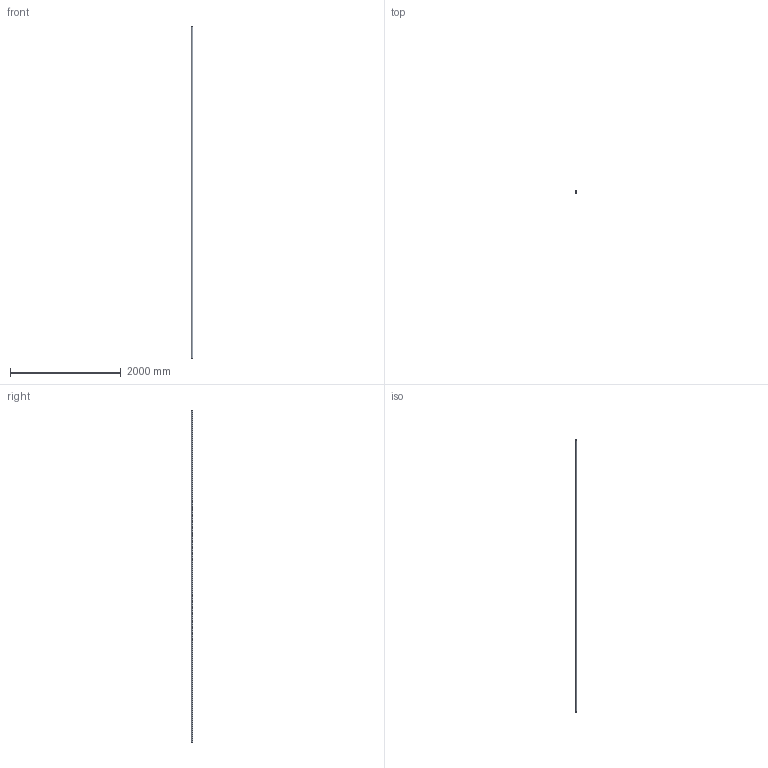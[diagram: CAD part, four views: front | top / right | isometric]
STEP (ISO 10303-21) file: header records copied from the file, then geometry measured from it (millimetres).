
FILE_DESCRIPTION (( 'STEP AP203' ), '1' );
FILE_NAME ('55121-240.step', '2015-09-17T15:34:04', ( '' ), ( '' ), 'SwSTEP 2.0', 'SolidWorks 2015', '' );
FILE_SCHEMA (( 'CONFIG_CONTROL_DESIGN' ));
Length unit declared in the file: millimetre
Products named in the file (1): 55121-240
Bounding box: 33.7 x 33.7 x 6000 mm (x, y, z)
Volume: 1524174.7 mm3; surface area: 1172968.8 mm2
Topology: 1 solids, 1 shells, 220 faces, 588 edges, 392 vertices
Faces by surface type: plane 131, bspline 85, cylinder 4
Entity records: 11499 total; most frequent: CARTESIAN_POINT 6494, ORIENTED_EDGE 1176, DIRECTION 698, EDGE_CURVE 588, LINE 410, VECTOR 410, VERTEX_POINT 392, EDGE_LOOP 244
